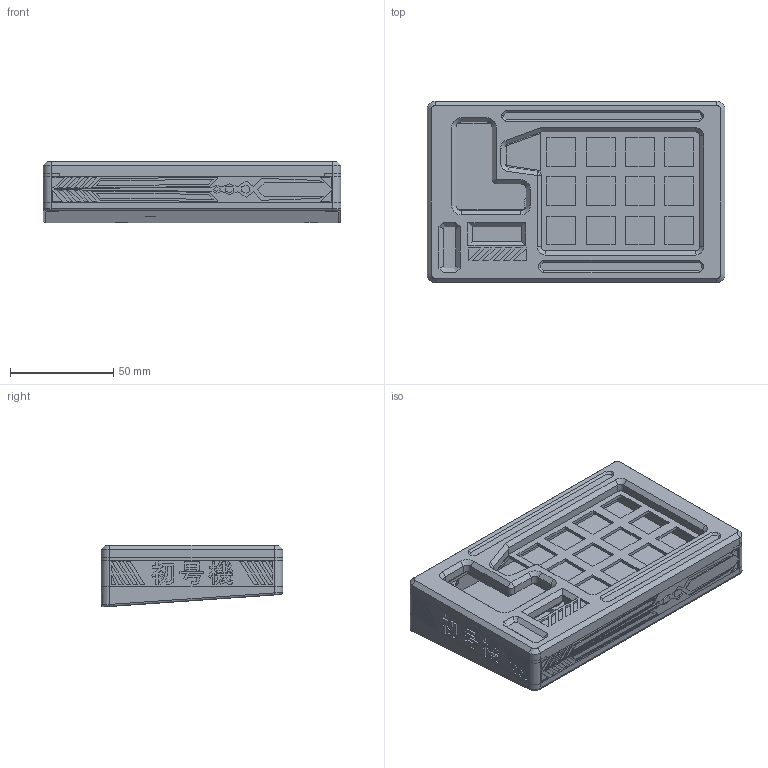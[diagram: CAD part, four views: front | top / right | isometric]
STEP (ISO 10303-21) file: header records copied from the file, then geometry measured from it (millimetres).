
FILE_DESCRIPTION(/* description */ (''),/* implementation_level */ '2;1');
FILE_NAME(/* name */ 'eva1case.step',/* time_stamp */ '2024-10-19T23:35:31-04:00',/* author */ (''),/* organization */ (''),/* preprocessor_version */ 'ST-DEVELOPER v20',/* originating_system */ 'Autodesk Translation Framework v13.20.0.188',/* authorisation */ '');
FILE_SCHEMA (('AUTOMOTIVE_DESIGN { 1 0 10303 214 3 1 1 }'));
Length unit declared in the file: millimetre
Products named in the file (1): macropad
Bounding box: 144.25 x 87.75 x 29.93 mm (x, y, z)
Volume: 195783.1 mm3; surface area: 100838.9 mm2
Topology: 4 solids, 4 shells, 783 faces, 2080 edges, 1364 vertices
Faces by surface type: plane 623, bspline 83, cylinder 59, cone 18
Full cylindrical faces by diameter (mm): 3.4 x10, 4.7 x6, 6 x4, 10 x1
Entity records: 24755 total; most frequent: CARTESIAN_POINT 5620, ORIENTED_EDGE 4094, DIRECTION 3430, EDGE_CURVE 2047, LINE 1750, VECTOR 1750, VERTEX_POINT 1348, EDGE_LOOP 921
